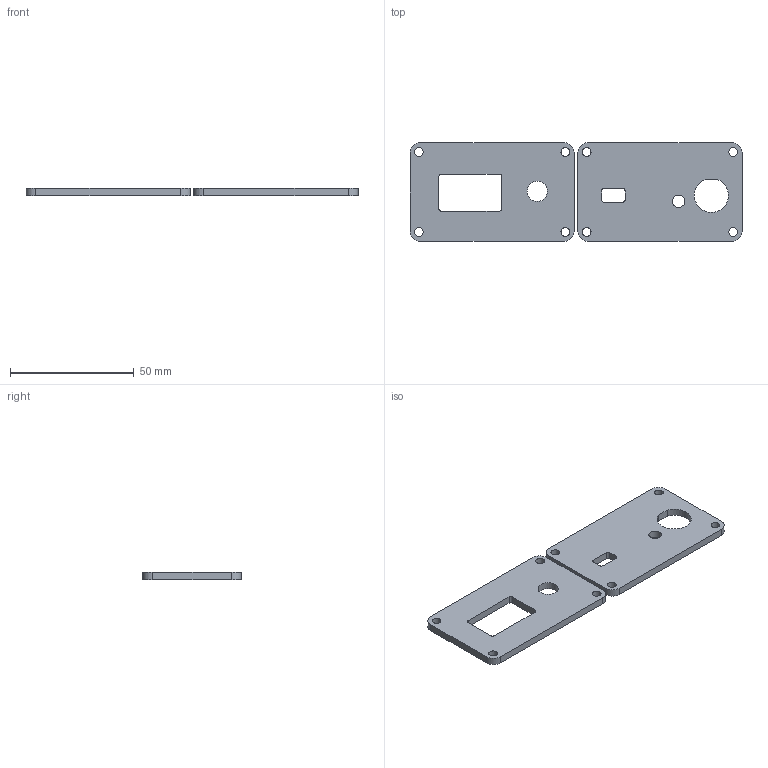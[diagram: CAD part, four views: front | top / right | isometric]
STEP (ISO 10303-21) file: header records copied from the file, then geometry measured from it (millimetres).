
FILE_DESCRIPTION(/* description */ (''),/* implementation_level */ '2;1');
FILE_NAME(/* name */ 'Endplates.stp',/* time_stamp */ '2017-07-11T18:52:20-06:00',/* author */ ('HAL9000'),/* organization */ (''),/* preprocessor_version */ 'ST-DEVELOPER v15.6',/* originating_system */ 'Autodesk Inventor 2015',/* authorisation */ '');
FILE_SCHEMA (('AUTOMOTIVE_DESIGN { 1 0 10303 214 3 1 1 }'));
Length unit declared in the file: millimetre
Products named in the file (1): Endplates
Bounding box: 134.34 x 39.88 x 3 mm (x, y, z)
Volume: 13621.9 mm3; surface area: 11156.7 mm2
Topology: 2 solids, 2 shells, 48 faces, 132 edges, 88 vertices
Faces by surface type: cylinder 27, plane 21
Full cylindrical faces by diameter (mm): 3.5 x8, 5 x1, 8.2 x1
Entity records: 1575 total; most frequent: DIRECTION 274, CARTESIAN_POINT 259, ORIENTED_EDGE 244, EDGE_CURVE 122, AXIS2_PLACEMENT_3D 103, VERTEX_POINT 88, EDGE_LOOP 84, LINE 68
